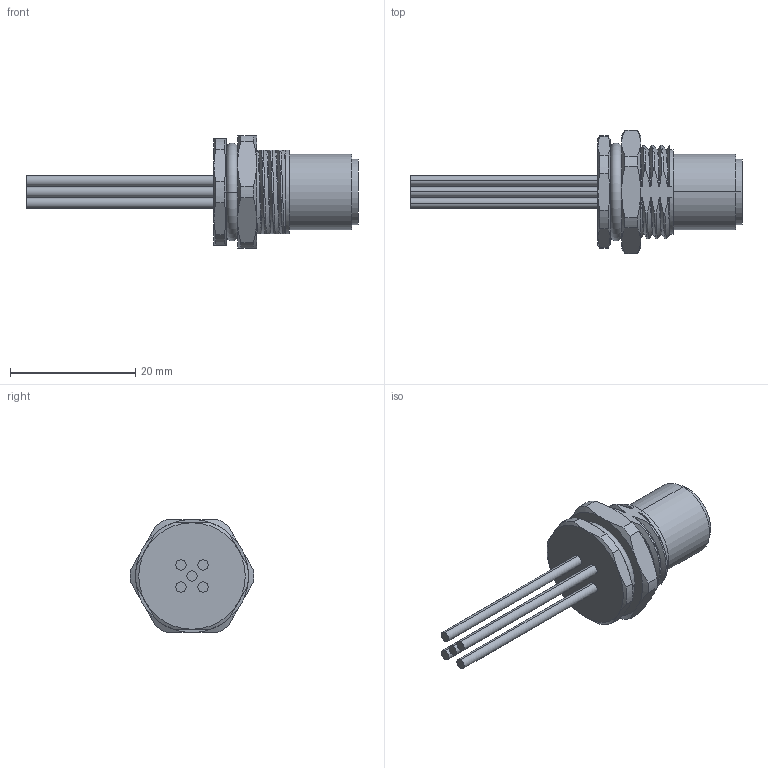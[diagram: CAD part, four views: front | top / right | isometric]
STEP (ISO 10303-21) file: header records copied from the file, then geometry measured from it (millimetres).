
FILE_DESCRIPTION((''),'2;1');
FILE_NAME('237158_SM01_ASM','2024-06-04T09:19:49',('banengservice'),('BANNER ENGINEERING'),'CREO PARAMETRIC BY PTC INC, 2022414','CREO PARAMETRIC BY PTC INC, 2022414','');
FILE_SCHEMA(('CONFIG_CONTROL_DESIGN'));
Length unit declared in the file: millimetre
Products named in the file (2): 237158_EP01; 237158_SM01_ASM
Assembly tree (1 placements, depth 2):
  237158_SM01_ASM
    237158_EP01
Bounding box: 53 x 19.79 x 18 mm (x, y, z)
Volume: 3511.9 mm3; surface area: 3203.8 mm2
Topology: 1 solids, 1 shells, 301 faces, 811 edges, 520 vertices
Faces by surface type: plane 101, cylinder 90, bspline 35, extrusion 33, cone 22, torus 10, sphere 10
Entity records: 12783 total; most frequent: CARTESIAN_POINT 5679, ORIENTED_EDGE 1582, DIRECTION 1249, EDGE_CURVE 791, VERTEX_POINT 520, AXIS2_PLACEMENT_3D 434, VECTOR 381, LINE 348
